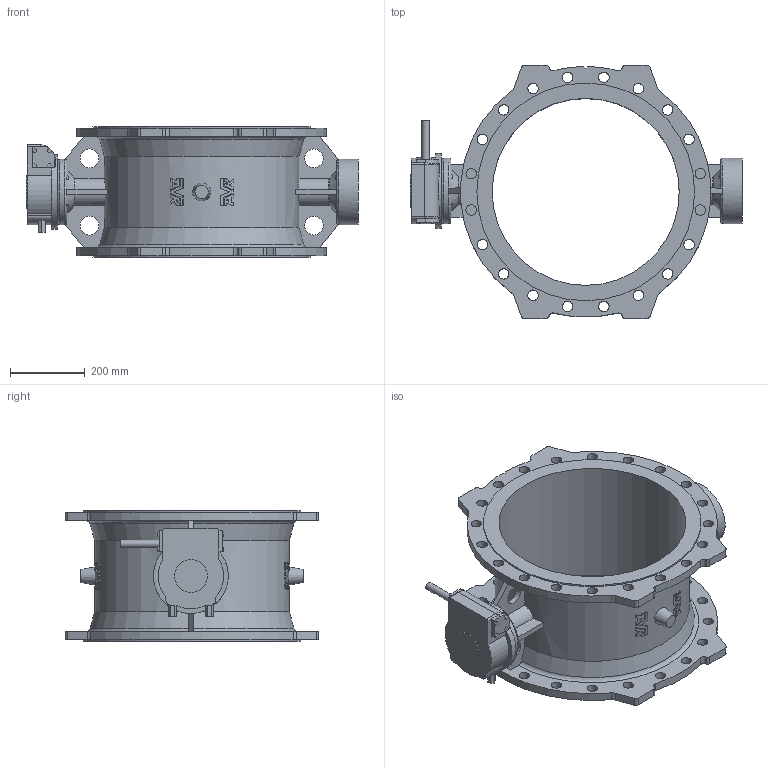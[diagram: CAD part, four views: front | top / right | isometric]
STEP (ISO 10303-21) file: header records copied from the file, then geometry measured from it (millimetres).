
FILE_DESCRIPTION (( 'STEP AP203' ), '1' );
FILE_NAME ('O_756_106_DN500_0XX_AA0_step.step', '2016-03-09T10:02:27', ( 'Windows User' ), ( 'AVK' ), 'SwSTEP 2.0', 'SolidWorks 2012', '' );
FILE_SCHEMA (( 'CONFIG_CONTROL_DESIGN' ));
Length unit declared in the file: millimetre
Products named in the file (1): O_756_106_DN500_0XX_AA0_step
Bounding box: 887.4 x 676 x 350 mm (x, y, z)
Volume: 20143341.1 mm3; surface area: 2131317 mm2
Topology: 1 solids, 1 shells, 656 faces, 1888 edges, 1265 vertices
Faces by surface type: plane 251, bspline 216, cylinder 140, torus 35, cone 14
Full cylindrical faces by diameter (mm): 20 x1, 28 x40, 50 x4, 88 x1, 175 x2, 200 x1, 500 x1, 582 x2
Entity records: 25761 total; most frequent: CARTESIAN_POINT 10782, ORIENTED_EDGE 3580, DIRECTION 2168, EDGE_CURVE 1790, VERTEX_POINT 1222, B_SPLINE_CURVE_WITH_KNOTS 843, EDGE_LOOP 832, AXIS2_PLACEMENT_3D 788
